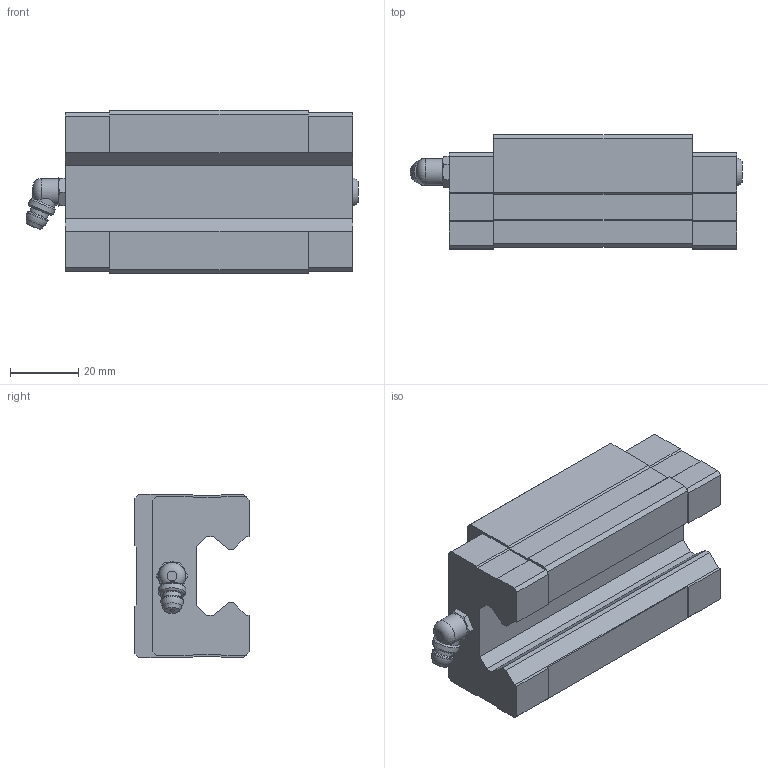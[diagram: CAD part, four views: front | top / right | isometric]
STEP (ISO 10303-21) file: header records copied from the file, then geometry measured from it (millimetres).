
FILE_DESCRIPTION(/* description */ ('STEP AP214'),/* implementation_level */ '2;1');
FILE_NAME(/* name */ 'LSH25BK-HN-N-SB-M6',/* time_stamp */ '2022-10-10T15:00:46+02:00',/* author */ ('License CC BY-ND 4.0'),/* organization */ ('CADENAS'),/* preprocessor_version */ 'ST-DEVELOPER v18.102',/* originating_system */ 'PARTsolutions',/* authorisation */ ' ');
FILE_SCHEMA (('AUTOMOTIVE_DESIGN {1 0 10303 214 3 1 1}'));
Length unit declared in the file: millimetre
Products named in the file (1): LSH25BK-HN-N-SB-M6
Bounding box: 97.46 x 33.5 x 48 mm (x, y, z)
Volume: 100139 mm3; surface area: 19514.2 mm2
Topology: 1 solids, 1 shells, 127 faces, 335 edges, 218 vertices
Faces by surface type: plane 103, cylinder 10, cone 8, torus 5, sphere 1
Full cylindrical faces by diameter (mm): 4.917 x4, 5.5 x1, 6.6 x1, 7.85 x1, 8 x1
Entity records: 3764 total; most frequent: CARTESIAN_POINT 717, ORIENTED_EDGE 616, DIRECTION 582, EDGE_CURVE 308, LINE 254, VECTOR 254, VERTEX_POINT 213, AXIS2_PLACEMENT_3D 164
